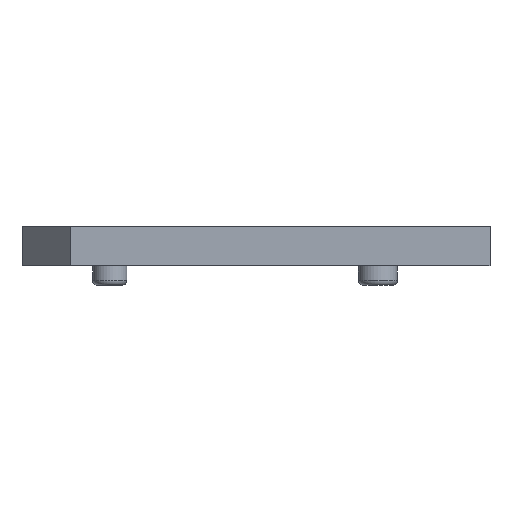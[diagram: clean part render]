
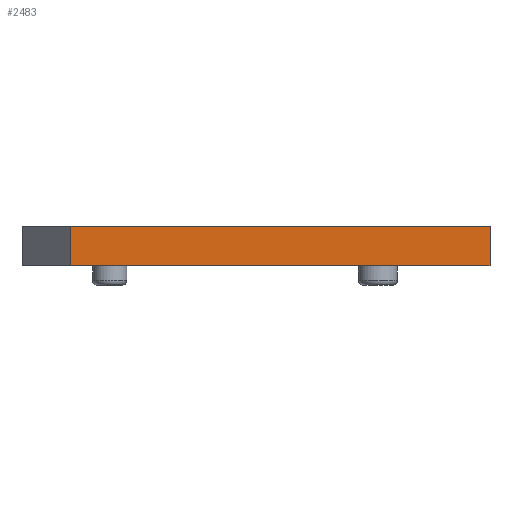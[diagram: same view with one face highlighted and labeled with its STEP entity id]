
A CAD part, front view. The second image highlights one B-rep face of the part: STEP entity #2483.
In plain terms, the highlighted planar face has unit normal (0, -1, 0).
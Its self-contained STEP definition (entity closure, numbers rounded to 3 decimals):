
#7 = ORIENTED_EDGE ( 'NONE', *, *, #1697, .T. ) ;
#20 = VECTOR ( 'NONE', #1391, 1000. ) ;
#100 = VECTOR ( 'NONE', #2230, 1000. ) ;
#180 = DIRECTION ( 'NONE',  ( 0., 0., -1. ) ) ;
#291 = EDGE_CURVE ( 'NONE', #2978, #1596, #757, .T. ) ;
#450 = VERTEX_POINT ( 'NONE', #3055 ) ;
#629 = ORIENTED_EDGE ( 'NONE', *, *, #291, .F. ) ;
#632 = CARTESIAN_POINT ( 'NONE',  ( 5., -25.5, 4. ) ) ;
#680 = CARTESIAN_POINT ( 'NONE',  ( 48., -25.5, 0. ) ) ;
#685 = DIRECTION ( 'NONE',  ( 0., 0., 1. ) ) ;
#757 = LINE ( 'NONE', #2488, #3217 ) ;
#765 = LINE ( 'NONE', #632, #20 ) ;
#940 = CARTESIAN_POINT ( 'NONE',  ( 5., -25.5, 4. ) ) ;
#1243 = DIRECTION ( 'NONE',  ( 0., 0., -1. ) ) ;
#1391 = DIRECTION ( 'NONE',  ( 1., 0., 0. ) ) ;
#1477 = CARTESIAN_POINT ( 'NONE',  ( 5., -25.5, 0. ) ) ;
#1595 = EDGE_LOOP ( 'NONE', ( #7, #629, #2465, #2855 ) ) ;
#1596 = VERTEX_POINT ( 'NONE', #680 ) ;
#1616 = FACE_OUTER_BOUND ( 'NONE', #1595, .T. ) ;
#1697 = EDGE_CURVE ( 'NONE', #1864, #1596, #2712, .T. ) ;
#1864 = VERTEX_POINT ( 'NONE', #2793 ) ;
#2126 = EDGE_CURVE ( 'NONE', #450, #2978, #765, .T. ) ;
#2213 = DIRECTION ( 'NONE',  ( 0., 1., 0. ) ) ;
#2230 = DIRECTION ( 'NONE',  ( 1., 0., 0. ) ) ;
#2374 = AXIS2_PLACEMENT_3D ( 'NONE', #940, #2213, #685 ) ;
#2458 = PLANE ( 'NONE',  #2374 ) ;
#2465 = ORIENTED_EDGE ( 'NONE', *, *, #2126, .F. ) ;
#2483 = ADVANCED_FACE ( 'NONE', ( #1616 ), #2458, .F. ) ;
#2488 = CARTESIAN_POINT ( 'NONE',  ( 48., -25.5, 4. ) ) ;
#2556 = CARTESIAN_POINT ( 'NONE',  ( 48., -25.5, 4. ) ) ;
#2588 = LINE ( 'NONE', #3019, #3103 ) ;
#2712 = LINE ( 'NONE', #1477, #100 ) ;
#2793 = CARTESIAN_POINT ( 'NONE',  ( 5., -25.5, 0. ) ) ;
#2854 = EDGE_CURVE ( 'NONE', #450, #1864, #2588, .T. ) ;
#2855 = ORIENTED_EDGE ( 'NONE', *, *, #2854, .T. ) ;
#2978 = VERTEX_POINT ( 'NONE', #2556 ) ;
#3019 = CARTESIAN_POINT ( 'NONE',  ( 5., -25.5, 4. ) ) ;
#3055 = CARTESIAN_POINT ( 'NONE',  ( 5., -25.5, 4. ) ) ;
#3103 = VECTOR ( 'NONE', #1243, 1000. ) ;
#3217 = VECTOR ( 'NONE', #180, 1000. ) ;
